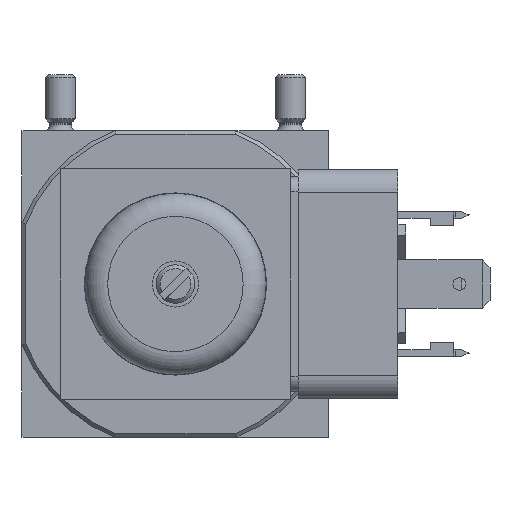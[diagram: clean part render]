
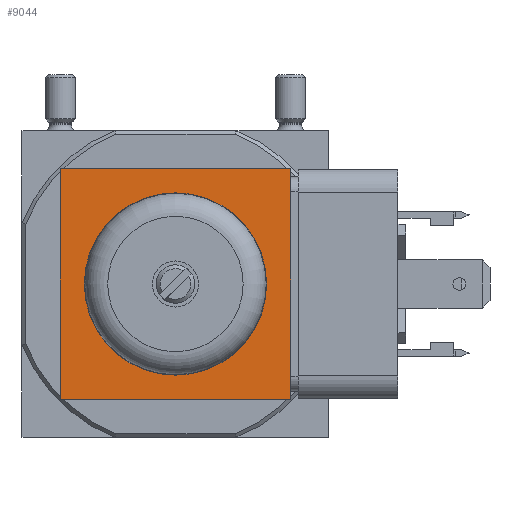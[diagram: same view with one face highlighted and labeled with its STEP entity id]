
A CAD part, front view. The second image highlights one B-rep face of the part: STEP entity #9044.
In plain terms, the highlighted face is planar.
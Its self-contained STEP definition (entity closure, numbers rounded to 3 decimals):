
#638=LINE('',#13401,#1235);
#643=LINE('',#13421,#1240);
#644=LINE('',#13423,#1241);
#645=LINE('',#13425,#1242);
#1235=VECTOR('',#11073,1000.);
#1240=VECTOR('',#11090,1000.);
#1241=VECTOR('',#11091,1000.);
#1242=VECTOR('',#11092,1000.);
#2423=ORIENTED_EDGE('',*,*,#3923,.F.);
#2424=ORIENTED_EDGE('',*,*,#3924,.T.);
#2425=ORIENTED_EDGE('',*,*,#3925,.F.);
#2426=ORIENTED_EDGE('',*,*,#3926,.F.);
#2427=ORIENTED_EDGE('',*,*,#3914,.T.);
#3914=EDGE_CURVE('',#4701,#4705,#638,.T.);
#3923=EDGE_CURVE('',#4714,#4714,#5091,.F.);
#3924=EDGE_CURVE('',#4705,#4715,#643,.T.);
#3925=EDGE_CURVE('',#4716,#4715,#644,.T.);
#3926=EDGE_CURVE('',#4701,#4716,#645,.T.);
#4701=VERTEX_POINT('',#13391);
#4705=VERTEX_POINT('',#13400);
#4714=VERTEX_POINT('',#13420);
#4715=VERTEX_POINT('',#13422);
#4716=VERTEX_POINT('',#13424);
#5091=CIRCLE('',#9649,11.883);
#5500=EDGE_LOOP('',(#2423));
#5501=EDGE_LOOP('',(#2424,#2425,#2426,#2427));
#6056=FACE_BOUND('',#5500,.T.);
#6057=FACE_BOUND('',#5501,.T.);
#6445=PLANE('',#9648);
#9044=ADVANCED_FACE('',(#6056,#6057),#6445,.F.);
#9648=AXIS2_PLACEMENT_3D('',#13418,#11086,#11087);
#9649=AXIS2_PLACEMENT_3D('',#13419,#11088,#11089);
#11073=DIRECTION('',(0.,0.,-1.));
#11086=DIRECTION('',(0.,-1.,0.));
#11087=DIRECTION('',(0.,0.,-1.));
#11088=DIRECTION('',(0.,-1.,0.));
#11089=DIRECTION('',(0.,0.,-1.));
#11090=DIRECTION('',(-1.,0.,0.));
#11091=DIRECTION('',(0.,0.,-1.));
#11092=DIRECTION('',(-1.,0.,0.));
#13391=CARTESIAN_POINT('',(30.,71.2,15.));
#13400=CARTESIAN_POINT('',(30.,71.2,-15.));
#13401=CARTESIAN_POINT('',(30.,71.2,15.));
#13418=CARTESIAN_POINT('',(30.,71.2,15.));
#13419=CARTESIAN_POINT('',(15.,71.2,0.));
#13420=CARTESIAN_POINT('',(15.,71.2,-11.883));
#13421=CARTESIAN_POINT('',(30.,71.2,-15.));
#13422=CARTESIAN_POINT('',(0.,71.2,-15.));
#13423=CARTESIAN_POINT('',(0.,71.2,15.));
#13424=CARTESIAN_POINT('',(0.,71.2,15.));
#13425=CARTESIAN_POINT('',(30.,71.2,15.));
